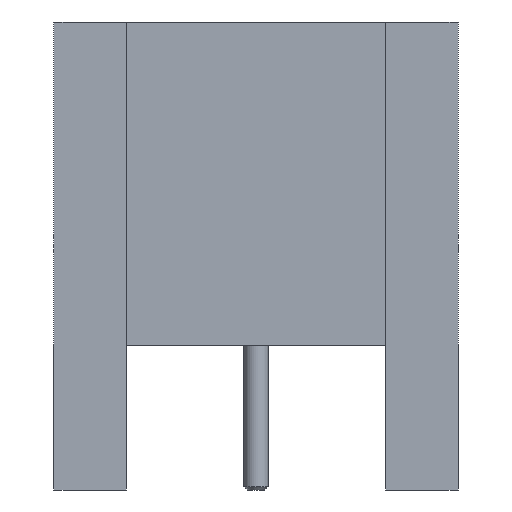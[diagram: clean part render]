
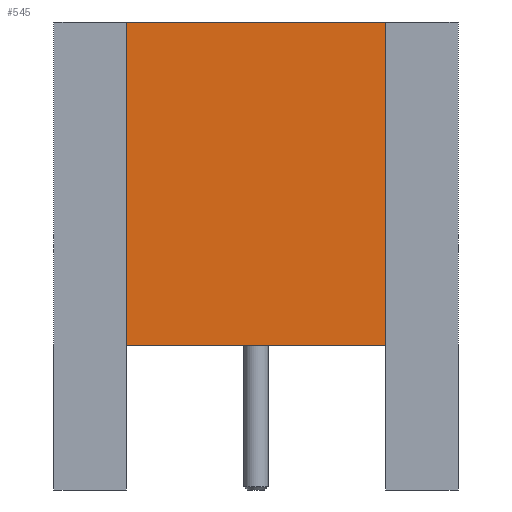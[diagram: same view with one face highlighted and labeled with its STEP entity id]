
A CAD part, front view. The second image highlights one B-rep face of the part: STEP entity #545.
In plain terms, the highlighted planar face has unit normal (0, -1, 0).
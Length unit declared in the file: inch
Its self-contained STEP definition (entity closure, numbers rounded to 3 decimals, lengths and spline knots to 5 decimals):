
#9 = DIRECTION ( 'NONE',  ( 0., 0., 1. ) ) ;
#59 = VECTOR ( 'NONE', #299, 39.37008 ) ;
#67 = CARTESIAN_POINT ( 'NONE',  ( -0.08, -0.0815, 0. ) ) ;
#80 = EDGE_CURVE ( 'NONE', #284, #494, #255, .T. ) ;
#169 = PLANE ( 'NONE',  #201 ) ;
#175 = EDGE_CURVE ( 'NONE', #257, #828, #919, .T. ) ;
#190 = DIRECTION ( 'NONE',  ( 1., 0., 0. ) ) ;
#201 = AXIS2_PLACEMENT_3D ( 'NONE', #820, #531, #666 ) ;
#255 = LINE ( 'NONE', #784, #59 ) ;
#257 = VERTEX_POINT ( 'NONE', #67 ) ;
#261 = VECTOR ( 'NONE', #812, 39.37008 ) ;
#284 = VERTEX_POINT ( 'NONE', #297 ) ;
#297 = CARTESIAN_POINT ( 'NONE',  ( -0.08, -0.0815, -0.2 ) ) ;
#299 = DIRECTION ( 'NONE',  ( 1., 0., 0. ) ) ;
#307 = CARTESIAN_POINT ( 'NONE',  ( 0.08, -0.0815, -0.2 ) ) ;
#363 = FACE_OUTER_BOUND ( 'NONE', #644, .T. ) ;
#365 = VECTOR ( 'NONE', #190, 39.37008 ) ;
#410 = EDGE_CURVE ( 'NONE', #494, #828, #618, .T. ) ;
#454 = CARTESIAN_POINT ( 'NONE',  ( 0.08, -0.0815, -0.2 ) ) ;
#459 = EDGE_CURVE ( 'NONE', #284, #257, #700, .T. ) ;
#494 = VERTEX_POINT ( 'NONE', #454 ) ;
#505 = ORIENTED_EDGE ( 'NONE', *, *, #459, .F. ) ;
#527 = ORIENTED_EDGE ( 'NONE', *, *, #80, .T. ) ;
#531 = DIRECTION ( 'NONE',  ( 0., -1., 0. ) ) ;
#545 = ADVANCED_FACE ( 'NONE', ( #363 ), #169, .T. ) ;
#618 = LINE ( 'NONE', #307, #677 ) ;
#644 = EDGE_LOOP ( 'NONE', ( #892, #505, #527, #770 ) ) ;
#666 = DIRECTION ( 'NONE',  ( 0., 0., -1. ) ) ;
#677 = VECTOR ( 'NONE', #9, 39.37008 ) ;
#700 = LINE ( 'NONE', #889, #261 ) ;
#770 = ORIENTED_EDGE ( 'NONE', *, *, #410, .T. ) ;
#782 = CARTESIAN_POINT ( 'NONE',  ( 0.08, -0.0815, 0. ) ) ;
#784 = CARTESIAN_POINT ( 'NONE',  ( 0., -0.0815, -0.2 ) ) ;
#812 = DIRECTION ( 'NONE',  ( 0., 0., 1. ) ) ;
#820 = CARTESIAN_POINT ( 'NONE',  ( 0., -0.0815, -0.2 ) ) ;
#822 = CARTESIAN_POINT ( 'NONE',  ( 0., -0.0815, 0. ) ) ;
#828 = VERTEX_POINT ( 'NONE', #782 ) ;
#889 = CARTESIAN_POINT ( 'NONE',  ( -0.08, -0.0815, -0.2 ) ) ;
#892 = ORIENTED_EDGE ( 'NONE', *, *, #175, .F. ) ;
#919 = LINE ( 'NONE', #822, #365 ) ;
